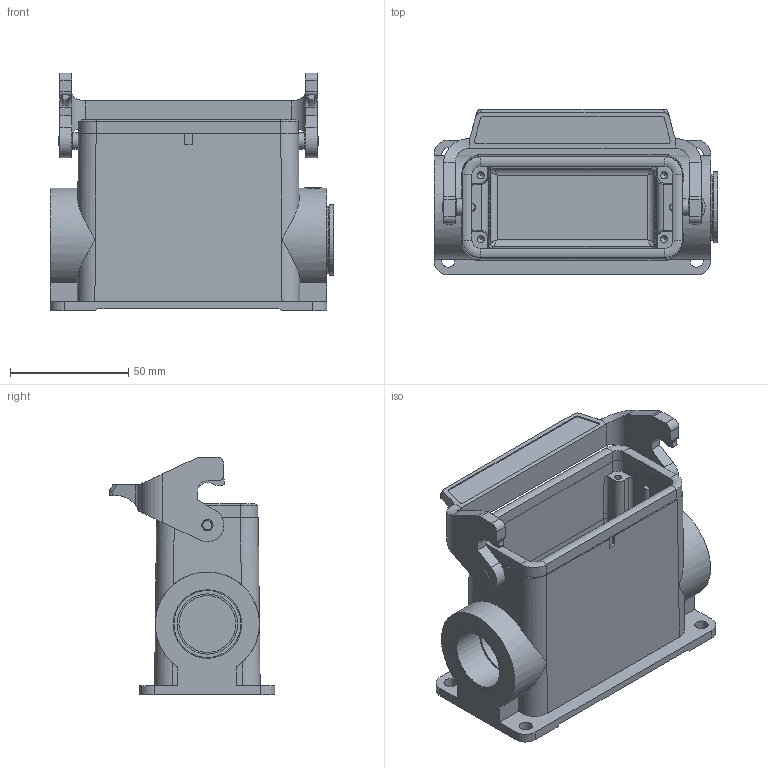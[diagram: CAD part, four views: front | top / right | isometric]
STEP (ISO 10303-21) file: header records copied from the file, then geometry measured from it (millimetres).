
FILE_DESCRIPTION((''),'2;1');
FILE_NAME('05300160264.stp','2020-07-07T13:30:45',('e.eickhoff'),(''),'Autodesk Inventor 2012','Autodesk Inventor 2012','');
FILE_SCHEMA(('AUTOMOTIVE_DESIGN { 1 0 10303 214 1 1 1 1 }'));
Length unit declared in the file: millimetre
Products named in the file (4): 05300160264; M25-PG21 Adapter; KBRM25
Assembly tree (4 placements, depth 2):
  05300160264
    05300160264
    M25-PG21 Adapter  x2
    KBRM25
Bounding box: 120 x 70 x 100.6 mm (x, y, z)
Volume: 172669.4 mm3; surface area: 73787.1 mm2
Topology: 5 solids, 5 shells, 400 faces, 1043 edges, 676 vertices
Faces by surface type: plane 192, cylinder 135, bspline 56, cone 12, torus 5
Full cylindrical faces by diameter (mm): 0.77 x1, 3 x4, 4 x2, 4.8 x2, 5.6 x4, 7 x2, 24 x2, 25.5 x3, 28 x1, 28.3 x2, 29 x2, 30 x1
Entity records: 13454 total; most frequent: CARTESIAN_POINT 3542, DIRECTION 1976, ORIENTED_EDGE 1968, EDGE_CURVE 984, AXIS2_PLACEMENT_3D 696, VERTEX_POINT 658, VECTOR 584, LINE 584
